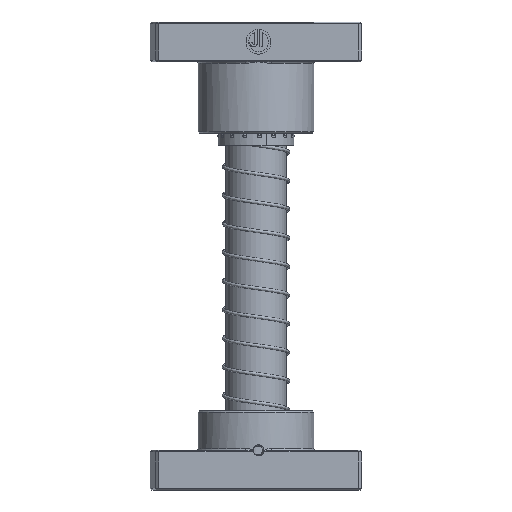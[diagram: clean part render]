
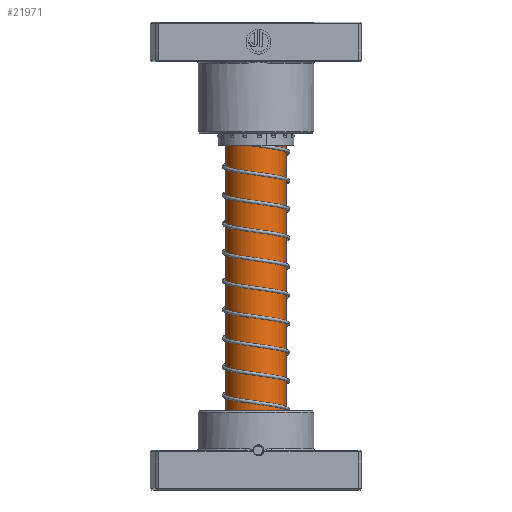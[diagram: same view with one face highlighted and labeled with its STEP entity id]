
A CAD part, front view. The second image highlights one B-rep face of the part: STEP entity #21971.
In plain terms, the highlighted cylindrical face has radius 19 mm (diameter 38 mm), a partial arc.
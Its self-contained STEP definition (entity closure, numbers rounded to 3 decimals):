
#994 = CIRCLE ( 'NONE', #7803, 19. ) ;
#4923 = DIRECTION ( 'NONE',  ( -1., 0., 0. ) ) ;
#6355 = CARTESIAN_POINT ( 'NONE',  ( 0., 0., 29. ) ) ;
#7684 = VERTEX_POINT ( 'NONE', #15994 ) ;
#7803 = AXIS2_PLACEMENT_3D ( 'NONE', #6355, #32739, #10121 ) ;
#7824 = CARTESIAN_POINT ( 'NONE',  ( 0., 0., 257. ) ) ;
#9318 = VERTEX_POINT ( 'NONE', #30698 ) ;
#10121 = DIRECTION ( 'NONE',  ( -1., 0., 0. ) ) ;
#11398 = DIRECTION ( 'NONE',  ( 0., 0., -1. ) ) ;
#11614 = DIRECTION ( 'NONE',  ( 1., 0., 0. ) ) ;
#14266 = LINE ( 'NONE', #32402, #43316 ) ;
#15994 = CARTESIAN_POINT ( 'NONE',  ( 19., 0., 257. ) ) ;
#21160 = EDGE_CURVE ( 'NONE', #7684, #32473, #14266, .T. ) ;
#21971 = ADVANCED_FACE ( 'NONE', ( #25927 ), #43745, .T. ) ;
#22929 = EDGE_CURVE ( 'NONE', #7684, #45404, #47450, .T. ) ;
#25520 = VECTOR ( 'NONE', #11398, 1000. ) ;
#25538 = CARTESIAN_POINT ( 'NONE',  ( 19., 0., 29. ) ) ;
#25927 = FACE_OUTER_BOUND ( 'NONE', #34249, .T. ) ;
#27485 = CARTESIAN_POINT ( 'NONE',  ( 0., 0., 260. ) ) ;
#28129 = EDGE_CURVE ( 'NONE', #32473, #9318, #994, .T. ) ;
#28271 = CARTESIAN_POINT ( 'NONE',  ( -19., 0., 257. ) ) ;
#30698 = CARTESIAN_POINT ( 'NONE',  ( -19., 0., 29. ) ) ;
#30700 = AXIS2_PLACEMENT_3D ( 'NONE', #7824, #34299, #11614 ) ;
#30823 = ORIENTED_EDGE ( 'NONE', *, *, #21160, .F. ) ;
#32402 = CARTESIAN_POINT ( 'NONE',  ( 19., 0., 260. ) ) ;
#32473 = VERTEX_POINT ( 'NONE', #25538 ) ;
#32739 = DIRECTION ( 'NONE',  ( 0., 0., -1. ) ) ;
#34048 = CARTESIAN_POINT ( 'NONE',  ( -19., 0., 260. ) ) ;
#34249 = EDGE_LOOP ( 'NONE', ( #30823, #39554, #39391, #46712 ) ) ;
#34299 = DIRECTION ( 'NONE',  ( 0., 0., -1. ) ) ;
#35640 = LINE ( 'NONE', #34048, #25520 ) ;
#36014 = EDGE_CURVE ( 'NONE', #45404, #9318, #35640, .T. ) ;
#36289 = DIRECTION ( 'NONE',  ( 0., 0., -1. ) ) ;
#38323 = DIRECTION ( 'NONE',  ( 0., 0., -1. ) ) ;
#39391 = ORIENTED_EDGE ( 'NONE', *, *, #36014, .T. ) ;
#39554 = ORIENTED_EDGE ( 'NONE', *, *, #22929, .T. ) ;
#41183 = AXIS2_PLACEMENT_3D ( 'NONE', #27485, #38323, #4923 ) ;
#43316 = VECTOR ( 'NONE', #36289, 1000. ) ;
#43745 = CYLINDRICAL_SURFACE ( 'NONE', #41183, 19. ) ;
#45404 = VERTEX_POINT ( 'NONE', #28271 ) ;
#46712 = ORIENTED_EDGE ( 'NONE', *, *, #28129, .F. ) ;
#47450 = CIRCLE ( 'NONE', #30700, 19. ) ;
